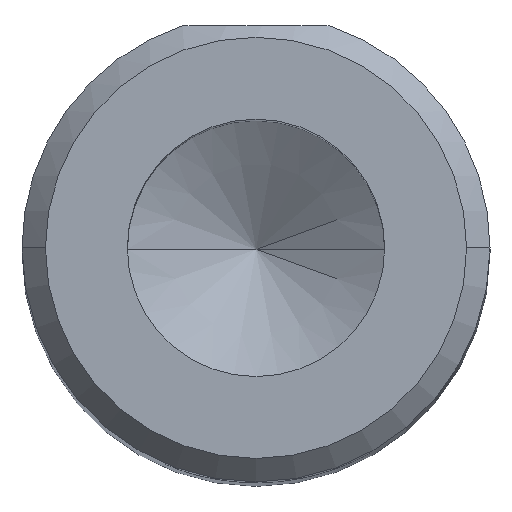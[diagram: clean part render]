
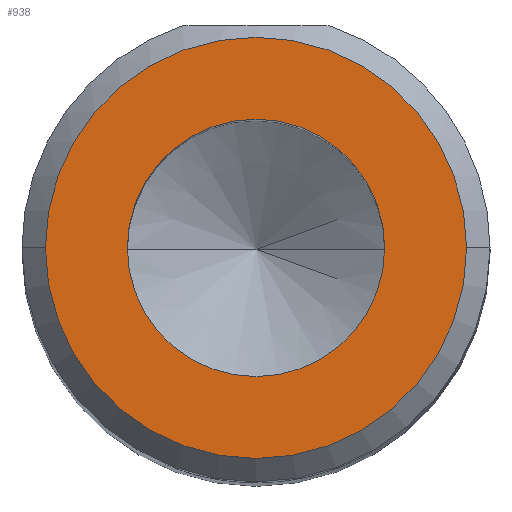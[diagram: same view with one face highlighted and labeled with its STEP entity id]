
A CAD part, top view. The second image highlights one B-rep face of the part: STEP entity #938.
In plain terms, the highlighted planar face has unit normal (0, 0, 1).
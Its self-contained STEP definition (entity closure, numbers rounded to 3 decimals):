
#34 = ORIENTED_EDGE ( 'NONE', *, *, #883, .F. ) ;
#84 = CIRCLE ( 'NONE', #87, 1.65 ) ;
#87 = AXIS2_PLACEMENT_3D ( 'NONE', #402, #1079, #494 ) ;
#107 = AXIS2_PLACEMENT_3D ( 'NONE', #919, #349, #1028 ) ;
#122 = DIRECTION ( 'NONE',  ( 0., 0., 1. ) ) ;
#198 = EDGE_LOOP ( 'NONE', ( #1172, #1196 ) ) ;
#235 = FACE_BOUND ( 'NONE', #503, .T. ) ;
#238 = AXIS2_PLACEMENT_3D ( 'NONE', #851, #274, #947 ) ;
#272 = CIRCLE ( 'NONE', #465, 2.7 ) ;
#274 = DIRECTION ( 'NONE',  ( 0., 0., 1. ) ) ;
#349 = DIRECTION ( 'NONE',  ( 0., 0., 1. ) ) ;
#402 = CARTESIAN_POINT ( 'NONE',  ( 0., 0., 17.5 ) ) ;
#465 = AXIS2_PLACEMENT_3D ( 'NONE', #1122, #540, #1217 ) ;
#494 = DIRECTION ( 'NONE',  ( 1., 0., 0. ) ) ;
#502 = PLANE ( 'NONE',  #1168 ) ;
#503 = EDGE_LOOP ( 'NONE', ( #1244, #34 ) ) ;
#529 = VERTEX_POINT ( 'NONE', #970 ) ;
#540 = DIRECTION ( 'NONE',  ( 0., 0., 1. ) ) ;
#596 = DIRECTION ( 'NONE',  ( 1., 0., 0. ) ) ;
#724 = CIRCLE ( 'NONE', #107, 1.65 ) ;
#747 = FACE_OUTER_BOUND ( 'NONE', #198, .T. ) ;
#771 = CIRCLE ( 'NONE', #238, 2.7 ) ;
#800 = EDGE_CURVE ( 'NONE', #1170, #980, #771, .T. ) ;
#851 = CARTESIAN_POINT ( 'NONE',  ( 0., 0., 17.5 ) ) ;
#853 = VERTEX_POINT ( 'NONE', #871 ) ;
#871 = CARTESIAN_POINT ( 'NONE',  ( 1.65, 0., 17.5 ) ) ;
#883 = EDGE_CURVE ( 'NONE', #529, #853, #84, .T. ) ;
#919 = CARTESIAN_POINT ( 'NONE',  ( 0., 0., 17.5 ) ) ;
#938 = ADVANCED_FACE ( 'NONE', ( #747, #235 ), #502, .T. ) ;
#947 = DIRECTION ( 'NONE',  ( 1., 0., 0. ) ) ;
#970 = CARTESIAN_POINT ( 'NONE',  ( -1.65, 0., 17.5 ) ) ;
#980 = VERTEX_POINT ( 'NONE', #994 ) ;
#984 = CARTESIAN_POINT ( 'NONE',  ( 0., 0., 17.5 ) ) ;
#994 = CARTESIAN_POINT ( 'NONE',  ( -2.7, 0., 17.5 ) ) ;
#1028 = DIRECTION ( 'NONE',  ( 1., 0., 0. ) ) ;
#1034 = CARTESIAN_POINT ( 'NONE',  ( 2.7, 0., 17.5 ) ) ;
#1079 = DIRECTION ( 'NONE',  ( 0., 0., 1. ) ) ;
#1112 = EDGE_CURVE ( 'NONE', #980, #1170, #272, .T. ) ;
#1122 = CARTESIAN_POINT ( 'NONE',  ( 0., 0., 17.5 ) ) ;
#1132 = EDGE_CURVE ( 'NONE', #853, #529, #724, .T. ) ;
#1168 = AXIS2_PLACEMENT_3D ( 'NONE', #984, #122, #596 ) ;
#1170 = VERTEX_POINT ( 'NONE', #1034 ) ;
#1172 = ORIENTED_EDGE ( 'NONE', *, *, #1112, .T. ) ;
#1196 = ORIENTED_EDGE ( 'NONE', *, *, #800, .T. ) ;
#1217 = DIRECTION ( 'NONE',  ( 1., 0., 0. ) ) ;
#1244 = ORIENTED_EDGE ( 'NONE', *, *, #1132, .F. ) ;
